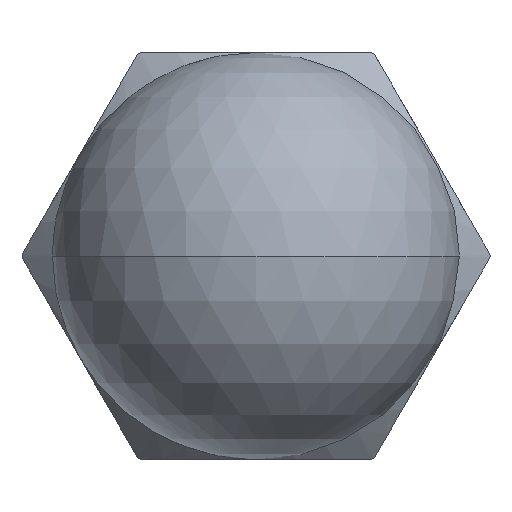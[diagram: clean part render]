
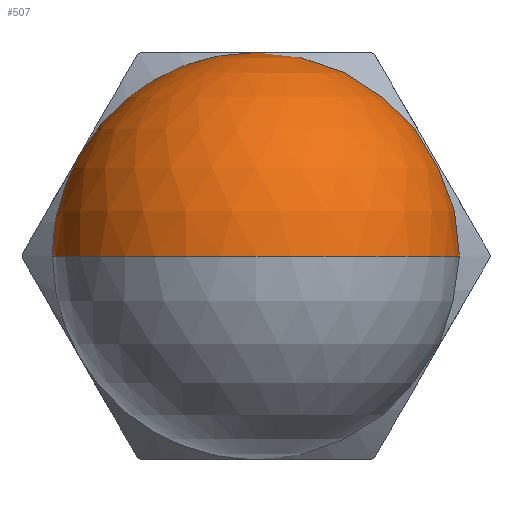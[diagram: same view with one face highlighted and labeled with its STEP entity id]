
A CAD part, left-side view. The second image highlights one B-rep face of the part: STEP entity #507.
In plain terms, the highlighted spherical face has radius 5 mm.
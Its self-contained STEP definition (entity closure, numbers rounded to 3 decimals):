
#119 = EDGE_CURVE ( 'NONE', #1016, #833, #501, .T. ) ;
#163 = AXIS2_PLACEMENT_3D ( 'NONE', #964, #961, #959 ) ;
#193 = AXIS2_PLACEMENT_3D ( 'NONE', #1003, #1002, #999 ) ;
#195 = AXIS2_PLACEMENT_3D ( 'NONE', #1014, #1009, #1006 ) ;
#201 = ORIENTED_EDGE ( 'NONE', *, *, #119, .T. ) ;
#272 = CIRCLE ( 'NONE', #163, 4. ) ;
#277 = CIRCLE ( 'NONE', #195, 5. ) ;
#285 = CIRCLE ( 'NONE', #193, 5. ) ;
#301 = AXIS2_PLACEMENT_3D ( 'NONE', #1022, #505, #1143 ) ;
#378 = SPHERICAL_SURFACE ( 'NONE', #301, 5. ) ;
#384 = FACE_OUTER_BOUND ( 'NONE', #545, .T. ) ;
#491 = AXIS2_PLACEMENT_3D ( 'NONE', #1169, #1139, #1125 ) ;
#501 = CIRCLE ( 'NONE', #491, 4. ) ;
#505 = DIRECTION ( 'NONE',  ( 0., 0., -1. ) ) ;
#507 = ADVANCED_FACE ( 'NONE', ( #384 ), #378, .T. ) ;
#545 = EDGE_LOOP ( 'NONE', ( #1073, #201, #1109, #1070 ) ) ;
#718 = CARTESIAN_POINT ( 'NONE',  ( -6.5, -4., 0. ) ) ;
#809 = CARTESIAN_POINT ( 'NONE',  ( -6.5, 4., 0. ) ) ;
#833 = VERTEX_POINT ( 'NONE', #1011 ) ;
#847 = EDGE_CURVE ( 'NONE', #1016, #935, #277, .T. ) ;
#848 = EDGE_CURVE ( 'NONE', #976, #935, #285, .T. ) ;
#866 = EDGE_CURVE ( 'NONE', #833, #976, #272, .T. ) ;
#904 = CARTESIAN_POINT ( 'NONE',  ( -14.5, 0., 0. ) ) ;
#935 = VERTEX_POINT ( 'NONE', #904 ) ;
#959 = DIRECTION ( 'NONE',  ( 0., 0., 1. ) ) ;
#961 = DIRECTION ( 'NONE',  ( -1., 0., 0. ) ) ;
#964 = CARTESIAN_POINT ( 'NONE',  ( -6.5, 0., 0. ) ) ;
#976 = VERTEX_POINT ( 'NONE', #809 ) ;
#999 = DIRECTION ( 'NONE',  ( 1., 0., 0. ) ) ;
#1002 = DIRECTION ( 'NONE',  ( 0., 0., 1. ) ) ;
#1003 = CARTESIAN_POINT ( 'NONE',  ( -9.5, 0., 0. ) ) ;
#1006 = DIRECTION ( 'NONE',  ( 0., 1., 0. ) ) ;
#1009 = DIRECTION ( 'NONE',  ( 0., 0., -1. ) ) ;
#1011 = CARTESIAN_POINT ( 'NONE',  ( -6.5, 0., 4. ) ) ;
#1014 = CARTESIAN_POINT ( 'NONE',  ( -9.5, 0., 0. ) ) ;
#1016 = VERTEX_POINT ( 'NONE', #718 ) ;
#1022 = CARTESIAN_POINT ( 'NONE',  ( -9.5, 0., 0. ) ) ;
#1070 = ORIENTED_EDGE ( 'NONE', *, *, #848, .T. ) ;
#1073 = ORIENTED_EDGE ( 'NONE', *, *, #847, .F. ) ;
#1109 = ORIENTED_EDGE ( 'NONE', *, *, #866, .T. ) ;
#1125 = DIRECTION ( 'NONE',  ( 0., 0., 1. ) ) ;
#1139 = DIRECTION ( 'NONE',  ( -1., 0., 0. ) ) ;
#1143 = DIRECTION ( 'NONE',  ( 0., 1., 0. ) ) ;
#1169 = CARTESIAN_POINT ( 'NONE',  ( -6.5, 0., 0. ) ) ;
